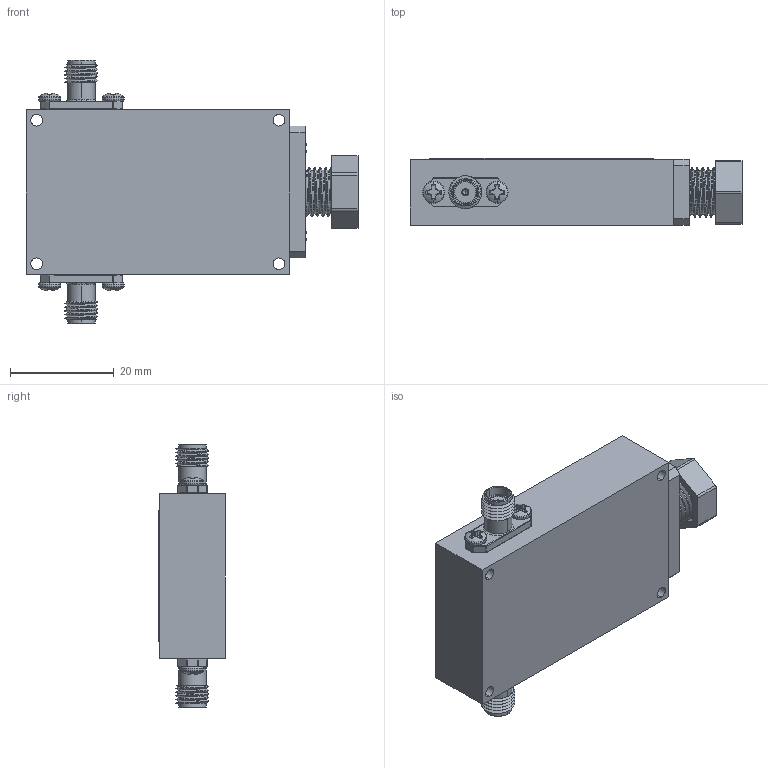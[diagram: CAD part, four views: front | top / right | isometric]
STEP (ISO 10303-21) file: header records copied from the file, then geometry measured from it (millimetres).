
FILE_DESCRIPTION (( 'STEP AP214' ), '1' );
FILE_NAME ('27352080 - MA-1D5G2G-15DB-SFF.STEP', '2025-09-30T13:53:47', ( '' ), ( '' ), 'SwSTEP 2.0', 'SolidWorks 2024', '' );
FILE_SCHEMA (( 'AUTOMOTIVE_DESIGN' ));
Length unit declared in the file: millimetre
Products named in the file (1): 27352080 - MA-1D5G2G-15DB-SFF
Bounding box: 64.01 x 12.88 x 50.8 mm (x, y, z)
Volume: 22899 mm3; surface area: 11406 mm2
Topology: 12 solids, 12 shells, 776 faces, 2732 edges, 2066 vertices
Faces by surface type: plane 301, cylinder 263, torus 104, cone 52, sphere 44, bspline 12
Entity records: 45312 total; most frequent: CARTESIAN_POINT 13548, ORIENTED_EDGE 5380, DIRECTION 4248, EDGE_CURVE 2690, VERTEX_POINT 2066, AXIS2_PLACEMENT_3D 1511, VECTOR 1226, LINE 1226
